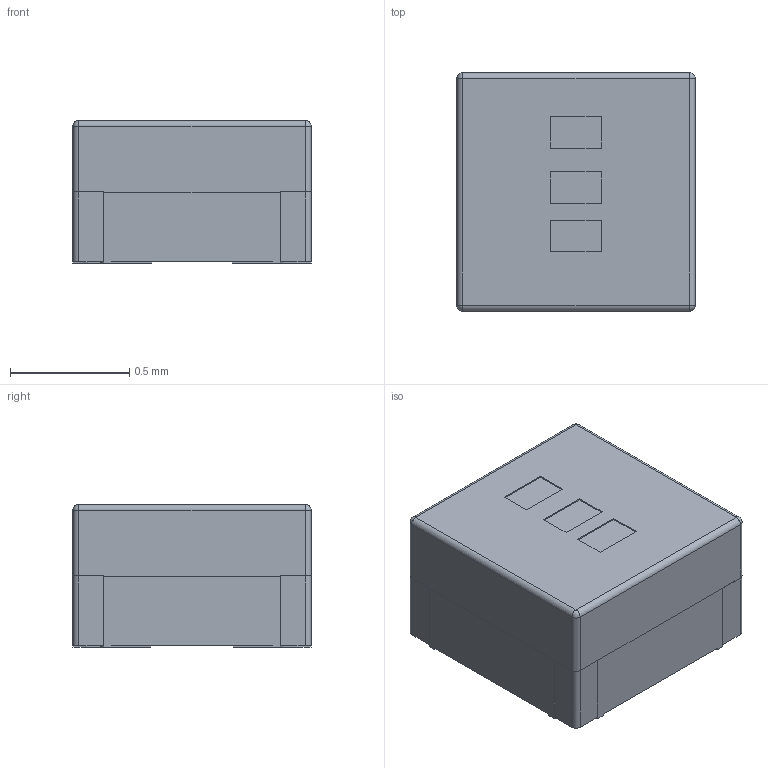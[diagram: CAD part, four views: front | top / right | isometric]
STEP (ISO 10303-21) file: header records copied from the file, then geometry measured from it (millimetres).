
FILE_DESCRIPTION(/* description */ ('Unknown'),/* implementation_level */ '2;1');
FILE_NAME(/* name */ 'UHD111A-FKA-C3K23E1L3VG5ZB3Z3',/* time_stamp */ '2023-06-05T14:53:21+02:00',/* author */ ('Unknown'),/* organization */ ('Unknown'),/* preprocessor_version */ 'ST-DEVELOPER v18.102',/* originating_system */ 'Solid Edge',/* authorisation */ 'Unknown');
FILE_SCHEMA (('AUTOMOTIVE_DESIGN {1 0 10303 214 3 1 1}'));
Length unit declared in the file: millimetre
Products named in the file (1): UHD111A-FKA-C3K23E1L3VG5ZB3Z3
Bounding box: 1 x 1 x 0.6 mm (x, y, z)
Volume: 0.6 mm3; surface area: 4.4 mm2
Topology: 1 solids, 1 shells, 114 faces, 308 edges, 196 vertices
Faces by surface type: plane 82, cylinder 28, sphere 4
Entity records: 4329 total; most frequent: CARTESIAN_POINT 615, ORIENTED_EDGE 608, DIRECTION 590, EDGE_CURVE 304, LINE 248, VECTOR 248, VERTEX_POINT 196, AXIS2_PLACEMENT_3D 171
